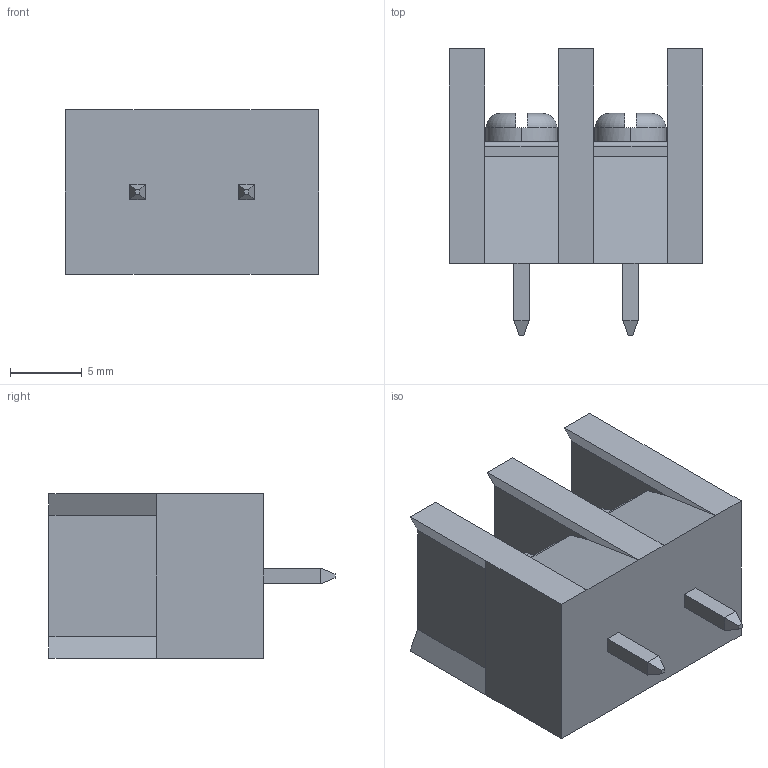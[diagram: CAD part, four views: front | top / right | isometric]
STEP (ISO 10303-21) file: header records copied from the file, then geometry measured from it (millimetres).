
FILE_DESCRIPTION((''),'2;1');
FILE_NAME('TERMINALBLOCK2P','2021-12-21T18:02:51',('watag'),(''),'CREO PARAMETRIC BY PTC INC, 2020281','CREO PARAMETRIC BY PTC INC, 2020281','');
FILE_SCHEMA(('AUTOMOTIVE_DESIGN { 1 0 10303 214 1 1 1 1 }'));
Length unit declared in the file: millimetre
Products named in the file (1): TERMINALBLOCK2P
Bounding box: 17.74 x 20 x 11.5 mm (x, y, z)
Volume: 1806.7 mm3; surface area: 1698.6 mm2
Topology: 1 solids, 1 shells, 120 faces, 292 edges, 180 vertices
Faces by surface type: plane 92, cylinder 20, torus 8
Entity records: 4568 total; most frequent: CARTESIAN_POINT 786, ORIENTED_EDGE 584, DIRECTION 556, EDGE_CURVE 292, VECTOR 220, LINE 220, VERTEX_POINT 180, AXIS2_PLACEMENT_3D 168
